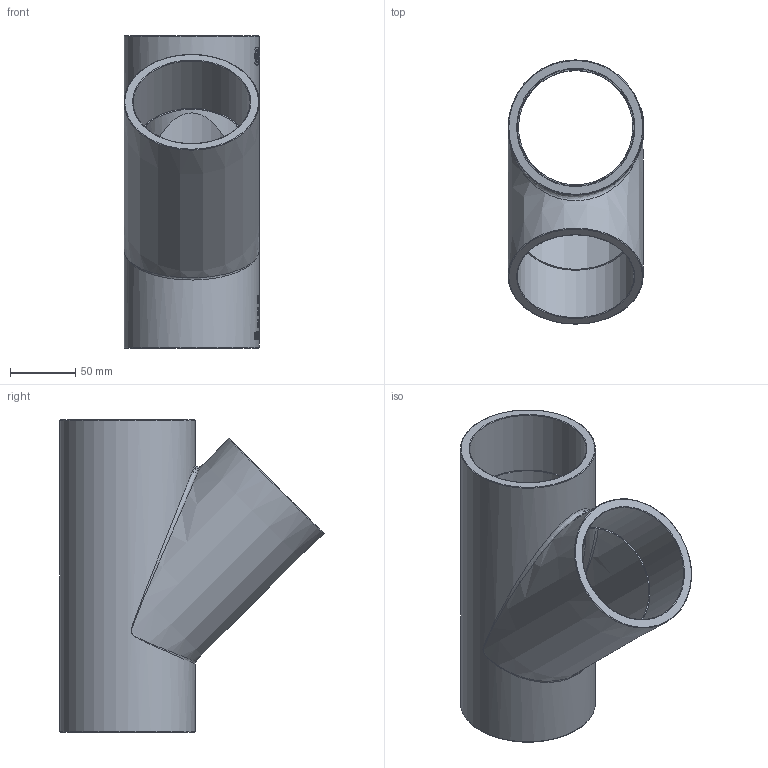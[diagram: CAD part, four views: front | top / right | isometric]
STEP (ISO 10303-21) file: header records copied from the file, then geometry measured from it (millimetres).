
FILE_DESCRIPTION(/* description */ (''),/* implementation_level */ '2;1');
FILE_NAME(/* name */ 'AF0501.000.110.step',/* time_stamp */ '2026-03-12T15:58:04+01:00',/* author */ (''),/* organization */ (''),/* preprocessor_version */ 'ST-DEVELOPER v20.1',/* originating_system */ 'Autodesk Translation Framework v14.24.0.0',/* authorisation */ '');
FILE_SCHEMA (('AUTOMOTIVE_DESIGN { 1 0 10303 214 3 1 1 }','FEATURE_BASED_PROCESS_PLANNING'));
Length unit declared in the file: millimetre
Products named in the file (1): 2026-03-12-14-56-05-452
Bounding box: 104.55 x 203.18 x 240 mm (x, y, z)
Volume: 716885 mm3; surface area: 197797 mm2
Topology: 1 solids, 1 shells, 184 faces, 425 edges, 282 vertices
Faces by surface type: bspline 130, cylinder 40, torus 6, plane 6, cone 2
Full cylindrical faces by diameter (mm): 88 x1, 90 x3, 104 x1
Entity records: 12022 total; most frequent: CARTESIAN_POINT 8659, ORIENTED_EDGE 850, EDGE_CURVE 425, DIRECTION 298, VERTEX_POINT 282, B_SPLINE_CURVE_WITH_KNOTS 263, EDGE_LOOP 227, FACE_OUTER_BOUND 184
